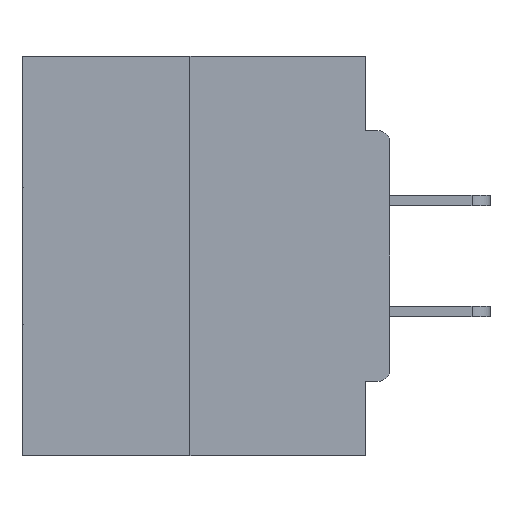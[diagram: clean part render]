
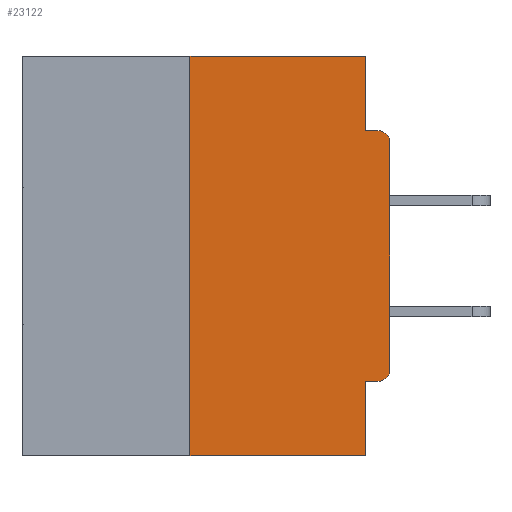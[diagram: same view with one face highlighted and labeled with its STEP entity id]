
A CAD part, left-side view. The second image highlights one B-rep face of the part: STEP entity #23122.
In plain terms, the highlighted planar face has unit normal (-1, 0, 0).
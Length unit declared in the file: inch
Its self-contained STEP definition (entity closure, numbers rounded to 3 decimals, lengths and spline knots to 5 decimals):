
#2052 = ORIENTED_EDGE ( 'NONE', *, *, #8860, .F. ) ;
#2195 = DIRECTION ( 'NONE',  ( 0., 0., -1. ) ) ;
#3103 = CARTESIAN_POINT ( 'NONE',  ( 0., 0.031, 0. ) ) ;
#3471 = CARTESIAN_POINT ( 'NONE',  ( 0., 0., -0.4065 ) ) ;
#3897 = AXIS2_PLACEMENT_3D ( 'NONE', #30830, #6127, #6262 ) ;
#4426 = LINE ( 'NONE', #12997, #19835 ) ;
#4459 = ORIENTED_EDGE ( 'NONE', *, *, #10385, .F. ) ;
#5425 = CARTESIAN_POINT ( 'NONE',  ( 0., 0.46, 0. ) ) ;
#5784 = CARTESIAN_POINT ( 'NONE',  ( 0., 0.031, -0.5 ) ) ;
#5874 = CARTESIAN_POINT ( 'NONE',  ( 0., 0.25, 0. ) ) ;
#5992 = CARTESIAN_POINT ( 'NONE',  ( 0., 0.031, 0. ) ) ;
#6127 = DIRECTION ( 'NONE',  ( -1., 0., 0. ) ) ;
#6262 = DIRECTION ( 'NONE',  ( 0., 0., -1. ) ) ;
#6488 = CARTESIAN_POINT ( 'NONE',  ( 0., 0.25, -0.5 ) ) ;
#6719 = EDGE_CURVE ( 'NONE', #8059, #26669, #9842, .T. ) ;
#6821 = CIRCLE ( 'NONE', #13780, 0.015 ) ;
#8059 = VERTEX_POINT ( 'NONE', #6488 ) ;
#8347 = VECTOR ( 'NONE', #24983, 39.37008 ) ;
#8384 = CARTESIAN_POINT ( 'NONE',  ( 0., 0.015, -0.1085 ) ) ;
#8411 = CARTESIAN_POINT ( 'NONE',  ( 0., 0., 0. ) ) ;
#8591 = VERTEX_POINT ( 'NONE', #5784 ) ;
#8652 = DIRECTION ( 'NONE',  ( 0., 0., -1. ) ) ;
#8860 = EDGE_CURVE ( 'NONE', #26669, #37422, #21258, .T. ) ;
#8881 = EDGE_CURVE ( 'NONE', #38002, #11731, #6821, .T. ) ;
#9325 = LINE ( 'NONE', #3471, #8347 ) ;
#9842 = LINE ( 'NONE', #31719, #21902 ) ;
#9850 = AXIS2_PLACEMENT_3D ( 'NONE', #5425, #39423, #8652 ) ;
#9924 = DIRECTION ( 'NONE',  ( 0., -1., 0. ) ) ;
#10385 = EDGE_CURVE ( 'NONE', #25148, #8591, #21840, .T. ) ;
#10669 = EDGE_CURVE ( 'NONE', #36070, #25148, #9325, .T. ) ;
#11731 = VERTEX_POINT ( 'NONE', #38459 ) ;
#12789 = EDGE_CURVE ( 'NONE', #8059, #8591, #21609, .T. ) ;
#12997 = CARTESIAN_POINT ( 'NONE',  ( 0., 0., -0.0935 ) ) ;
#13077 = VECTOR ( 'NONE', #14020, 39.37008 ) ;
#13448 = ORIENTED_EDGE ( 'NONE', *, *, #10669, .F. ) ;
#13780 = AXIS2_PLACEMENT_3D ( 'NONE', #8384, #35826, #17128 ) ;
#13932 = ORIENTED_EDGE ( 'NONE', *, *, #6719, .F. ) ;
#14020 = DIRECTION ( 'NONE',  ( 0., -1., 0. ) ) ;
#15265 = EDGE_CURVE ( 'NONE', #36070, #38885, #32979, .T. ) ;
#16976 = VECTOR ( 'NONE', #2195, 39.37008 ) ;
#17128 = DIRECTION ( 'NONE',  ( 0., 0., -1. ) ) ;
#17267 = FACE_OUTER_BOUND ( 'NONE', #25126, .T. ) ;
#17348 = ORIENTED_EDGE ( 'NONE', *, *, #31167, .F. ) ;
#17374 = ORIENTED_EDGE ( 'NONE', *, *, #15265, .T. ) ;
#18177 = DIRECTION ( 'NONE',  ( 0., 0., -1. ) ) ;
#19835 = VECTOR ( 'NONE', #9924, 39.37008 ) ;
#20667 = VECTOR ( 'NONE', #29366, 39.37008 ) ;
#21258 = LINE ( 'NONE', #23689, #13077 ) ;
#21609 = LINE ( 'NONE', #37709, #20667 ) ;
#21840 = LINE ( 'NONE', #37930, #16976 ) ;
#21902 = VECTOR ( 'NONE', #25677, 39.37008 ) ;
#22176 = CARTESIAN_POINT ( 'NONE',  ( 0., 0., -0.3915 ) ) ;
#22705 = LINE ( 'NONE', #3103, #27991 ) ;
#23122 = ADVANCED_FACE ( 'NONE', ( #17267 ), #30414, .F. ) ;
#23689 = CARTESIAN_POINT ( 'NONE',  ( 0., 0.46, 0. ) ) ;
#24983 = DIRECTION ( 'NONE',  ( 0., 1., 0. ) ) ;
#25126 = EDGE_LOOP ( 'NONE', ( #2052, #13932, #33534, #4459, #13448, #17374, #25413, #32145, #39502, #17348 ) ) ;
#25148 = VERTEX_POINT ( 'NONE', #30478 ) ;
#25413 = ORIENTED_EDGE ( 'NONE', *, *, #29330, .T. ) ;
#25677 = DIRECTION ( 'NONE',  ( 0., 0., 1. ) ) ;
#26024 = CARTESIAN_POINT ( 'NONE',  ( 0., 0.031, -0.0935 ) ) ;
#26669 = VERTEX_POINT ( 'NONE', #5874 ) ;
#27991 = VECTOR ( 'NONE', #18177, 39.37008 ) ;
#29330 = EDGE_CURVE ( 'NONE', #38885, #38002, #30577, .T. ) ;
#29366 = DIRECTION ( 'NONE',  ( 0., -1., 0. ) ) ;
#30312 = CARTESIAN_POINT ( 'NONE',  ( 0., 0.015, -0.4065 ) ) ;
#30414 = PLANE ( 'NONE',  #9850 ) ;
#30478 = CARTESIAN_POINT ( 'NONE',  ( 0., 0.031, -0.4065 ) ) ;
#30577 = LINE ( 'NONE', #8411, #32013 ) ;
#30830 = CARTESIAN_POINT ( 'NONE',  ( 0., 0.015, -0.3915 ) ) ;
#31167 = EDGE_CURVE ( 'NONE', #37422, #31493, #22705, .T. ) ;
#31493 = VERTEX_POINT ( 'NONE', #26024 ) ;
#31719 = CARTESIAN_POINT ( 'NONE',  ( 0., 0.25, 0. ) ) ;
#32013 = VECTOR ( 'NONE', #35848, 39.37008 ) ;
#32145 = ORIENTED_EDGE ( 'NONE', *, *, #8881, .T. ) ;
#32979 = CIRCLE ( 'NONE', #3897, 0.015 ) ;
#33534 = ORIENTED_EDGE ( 'NONE', *, *, #12789, .T. ) ;
#35826 = DIRECTION ( 'NONE',  ( -1., 0., 0. ) ) ;
#35848 = DIRECTION ( 'NONE',  ( 0., 0., 1. ) ) ;
#36070 = VERTEX_POINT ( 'NONE', #30312 ) ;
#36848 = EDGE_CURVE ( 'NONE', #31493, #11731, #4426, .T. ) ;
#37422 = VERTEX_POINT ( 'NONE', #5992 ) ;
#37709 = CARTESIAN_POINT ( 'NONE',  ( 0., 0.46, -0.5 ) ) ;
#37930 = CARTESIAN_POINT ( 'NONE',  ( 0., 0.031, -0.5 ) ) ;
#38002 = VERTEX_POINT ( 'NONE', #39398 ) ;
#38459 = CARTESIAN_POINT ( 'NONE',  ( 0., 0.015, -0.0935 ) ) ;
#38885 = VERTEX_POINT ( 'NONE', #22176 ) ;
#39398 = CARTESIAN_POINT ( 'NONE',  ( 0., 0., -0.1085 ) ) ;
#39423 = DIRECTION ( 'NONE',  ( 1., 0., 0. ) ) ;
#39502 = ORIENTED_EDGE ( 'NONE', *, *, #36848, .F. ) ;
